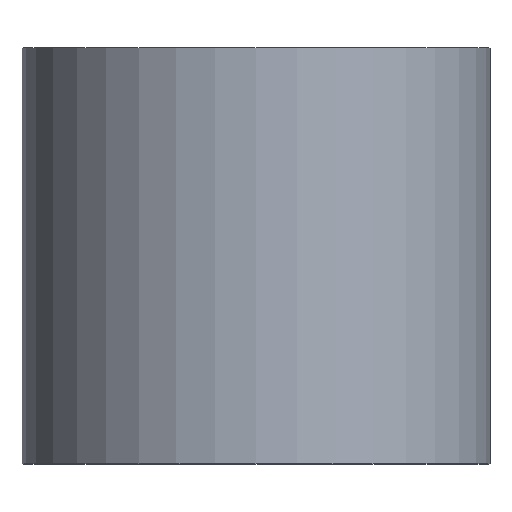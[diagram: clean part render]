
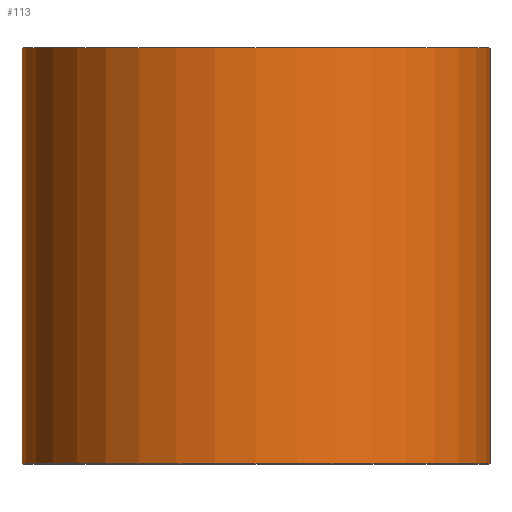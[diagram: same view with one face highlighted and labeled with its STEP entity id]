
A CAD part, top view. The second image highlights one B-rep face of the part: STEP entity #113.
In plain terms, the highlighted cylindrical face has radius 4.5 mm (diameter 9 mm), a full revolution.
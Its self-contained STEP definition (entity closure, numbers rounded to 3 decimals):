
#29=FACE_OUTER_BOUND('',#40,.T.);
#40=EDGE_LOOP('',(#97,#98,#99,#100));
#46=LINE('',#210,#50);
#50=VECTOR('',#180,4.5);
#57=CIRCLE('',#141,4.5);
#58=CIRCLE('',#143,4.5);
#65=VERTEX_POINT('',#205);
#66=VERTEX_POINT('',#208);
#76=EDGE_CURVE('',#65,#65,#57,.T.);
#77=EDGE_CURVE('',#66,#66,#58,.T.);
#78=EDGE_CURVE('',#66,#65,#46,.T.);
#97=ORIENTED_EDGE('',*,*,#77,.F.);
#98=ORIENTED_EDGE('',*,*,#78,.T.);
#99=ORIENTED_EDGE('',*,*,#76,.T.);
#100=ORIENTED_EDGE('',*,*,#78,.F.);
#106=CYLINDRICAL_SURFACE('',#142,4.5);
#113=ADVANCED_FACE('',(#29),#106,.T.);
#141=AXIS2_PLACEMENT_3D('',#206,#174,#175);
#142=AXIS2_PLACEMENT_3D('',#207,#176,#177);
#143=AXIS2_PLACEMENT_3D('',#209,#178,#179);
#174=DIRECTION('center_axis',(0.,-1.,0.));
#175=DIRECTION('ref_axis',(1.,0.,0.));
#176=DIRECTION('center_axis',(0.,-1.,0.));
#177=DIRECTION('ref_axis',(1.,0.,0.));
#178=DIRECTION('center_axis',(0.,-1.,0.));
#179=DIRECTION('ref_axis',(1.,0.,0.));
#180=DIRECTION('',(0.,1.,0.));
#205=CARTESIAN_POINT('',(-29.7,-10.,0.));
#206=CARTESIAN_POINT('Origin',(-25.2,-10.,0.));
#207=CARTESIAN_POINT('Origin',(-25.2,-14.,0.));
#208=CARTESIAN_POINT('',(-29.7,-18.,0.));
#209=CARTESIAN_POINT('Origin',(-25.2,-18.,0.));
#210=CARTESIAN_POINT('',(-29.7,-14.,0.));
